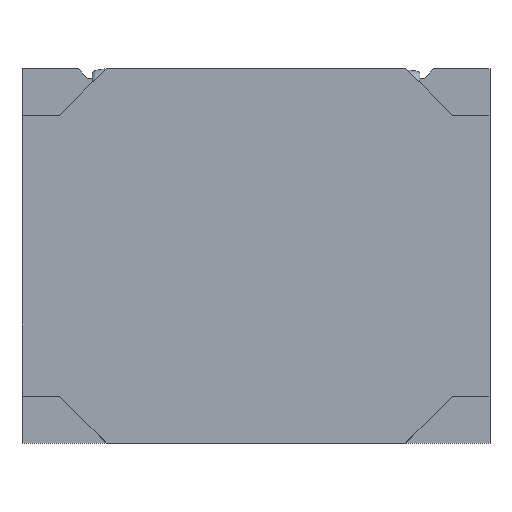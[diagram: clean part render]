
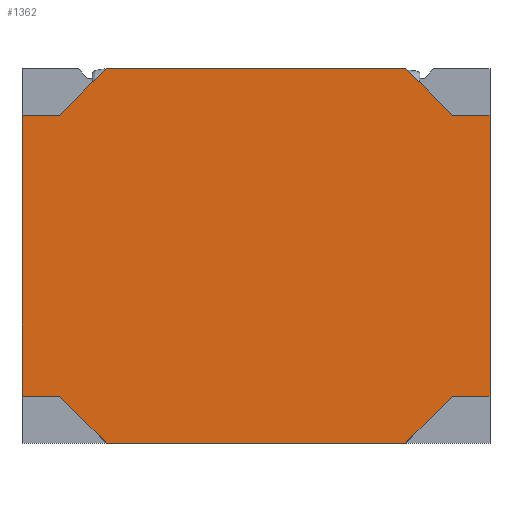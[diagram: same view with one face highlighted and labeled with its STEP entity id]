
A CAD part, top view. The second image highlights one B-rep face of the part: STEP entity #1362.
In plain terms, the highlighted planar face has unit normal (0, 0, 1).
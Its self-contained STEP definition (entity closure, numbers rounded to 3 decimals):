
#85=LINE('',#3148,#217);
#89=LINE('',#3156,#221);
#92=LINE('',#3162,#224);
#95=LINE('',#3168,#227);
#98=LINE('',#3174,#230);
#101=LINE('',#3180,#233);
#104=LINE('',#3186,#236);
#107=LINE('',#3192,#239);
#110=LINE('',#3198,#242);
#113=LINE('',#3204,#245);
#116=LINE('',#3210,#248);
#118=LINE('',#3213,#250);
#217=VECTOR('',#1691,1000.);
#221=VECTOR('',#1697,1000.);
#224=VECTOR('',#1702,1000.);
#227=VECTOR('',#1707,1000.);
#230=VECTOR('',#1712,1000.);
#233=VECTOR('',#1717,1000.);
#236=VECTOR('',#1722,1000.);
#239=VECTOR('',#1727,1000.);
#242=VECTOR('',#1732,1000.);
#245=VECTOR('',#1737,1000.);
#248=VECTOR('',#1742,1000.);
#250=VECTOR('',#1746,1000.);
#357=PLANE('',#1502);
#605=ORIENTED_EDGE('',*,*,#841,.T.);
#606=ORIENTED_EDGE('',*,*,#845,.T.);
#607=ORIENTED_EDGE('',*,*,#848,.T.);
#608=ORIENTED_EDGE('',*,*,#851,.T.);
#609=ORIENTED_EDGE('',*,*,#854,.T.);
#610=ORIENTED_EDGE('',*,*,#857,.T.);
#611=ORIENTED_EDGE('',*,*,#860,.T.);
#612=ORIENTED_EDGE('',*,*,#863,.T.);
#613=ORIENTED_EDGE('',*,*,#866,.T.);
#614=ORIENTED_EDGE('',*,*,#869,.T.);
#615=ORIENTED_EDGE('',*,*,#872,.T.);
#616=ORIENTED_EDGE('',*,*,#874,.T.);
#841=EDGE_CURVE('',#1000,#999,#85,.T.);
#845=EDGE_CURVE('',#999,#1002,#89,.T.);
#848=EDGE_CURVE('',#1002,#1004,#92,.T.);
#851=EDGE_CURVE('',#1004,#1006,#95,.T.);
#854=EDGE_CURVE('',#1006,#1008,#98,.T.);
#857=EDGE_CURVE('',#1008,#1010,#101,.T.);
#860=EDGE_CURVE('',#1010,#1012,#104,.T.);
#863=EDGE_CURVE('',#1012,#1014,#107,.T.);
#866=EDGE_CURVE('',#1014,#1016,#110,.T.);
#869=EDGE_CURVE('',#1016,#1018,#113,.T.);
#872=EDGE_CURVE('',#1018,#1020,#116,.T.);
#874=EDGE_CURVE('',#1020,#1000,#118,.T.);
#999=VERTEX_POINT('',#3147);
#1000=VERTEX_POINT('',#3149);
#1002=VERTEX_POINT('',#3155);
#1004=VERTEX_POINT('',#3161);
#1006=VERTEX_POINT('',#3167);
#1008=VERTEX_POINT('',#3173);
#1010=VERTEX_POINT('',#3179);
#1012=VERTEX_POINT('',#3185);
#1014=VERTEX_POINT('',#3191);
#1016=VERTEX_POINT('',#3197);
#1018=VERTEX_POINT('',#3203);
#1020=VERTEX_POINT('',#3209);
#1154=EDGE_LOOP('',(#605,#606,#607,#608,#609,#610,#611,#612,#613,#614,#615,
#616));
#1268=FACE_BOUND('',#1154,.T.);
#1362=ADVANCED_FACE('',(#1268),#357,.T.);
#1502=AXIS2_PLACEMENT_3D('',#3214,#1747,#1748);
#1691=DIRECTION('',(0.707,-0.707,0.));
#1697=DIRECTION('',(1.,0.,0.));
#1702=DIRECTION('',(0.707,0.707,0.));
#1707=DIRECTION('',(1.,0.,0.));
#1712=DIRECTION('',(0.,1.,0.));
#1717=DIRECTION('',(-1.,0.,0.));
#1722=DIRECTION('',(-0.707,0.707,0.));
#1727=DIRECTION('',(-1.,0.,0.));
#1732=DIRECTION('',(-0.707,-0.707,0.));
#1737=DIRECTION('',(-1.,0.,0.));
#1742=DIRECTION('',(0.,-1.,0.));
#1746=DIRECTION('',(1.,0.,0.));
#1747=DIRECTION('',(0.,0.,1.));
#1748=DIRECTION('',(1.,0.,0.));
#3147=CARTESIAN_POINT('',(-0.8,-1.,0.6));
#3148=CARTESIAN_POINT('',(-1.05,-0.75,0.6));
#3149=CARTESIAN_POINT('',(-1.05,-0.75,0.6));
#3155=CARTESIAN_POINT('',(0.8,-1.,0.6));
#3156=CARTESIAN_POINT('',(-0.8,-1.,0.6));
#3161=CARTESIAN_POINT('',(1.05,-0.75,0.6));
#3162=CARTESIAN_POINT('',(1.05,-0.75,0.6));
#3167=CARTESIAN_POINT('',(1.25,-0.75,0.6));
#3168=CARTESIAN_POINT('',(1.25,-0.75,0.6));
#3173=CARTESIAN_POINT('',(1.25,0.75,0.6));
#3174=CARTESIAN_POINT('',(1.25,-0.75,0.6));
#3179=CARTESIAN_POINT('',(1.05,0.75,0.6));
#3180=CARTESIAN_POINT('',(1.25,0.75,0.6));
#3185=CARTESIAN_POINT('',(0.8,1.,0.6));
#3186=CARTESIAN_POINT('',(1.05,0.75,0.6));
#3191=CARTESIAN_POINT('',(-0.8,1.,0.6));
#3192=CARTESIAN_POINT('',(0.8,1.,0.6));
#3197=CARTESIAN_POINT('',(-1.05,0.75,0.6));
#3198=CARTESIAN_POINT('',(-1.05,0.75,0.6));
#3203=CARTESIAN_POINT('',(-1.25,0.75,0.6));
#3204=CARTESIAN_POINT('',(-1.25,0.75,0.6));
#3209=CARTESIAN_POINT('',(-1.25,-0.75,0.6));
#3210=CARTESIAN_POINT('',(-1.25,0.75,0.6));
#3213=CARTESIAN_POINT('',(-1.25,-0.75,0.6));
#3214=CARTESIAN_POINT('',(0.,0.,0.6));
